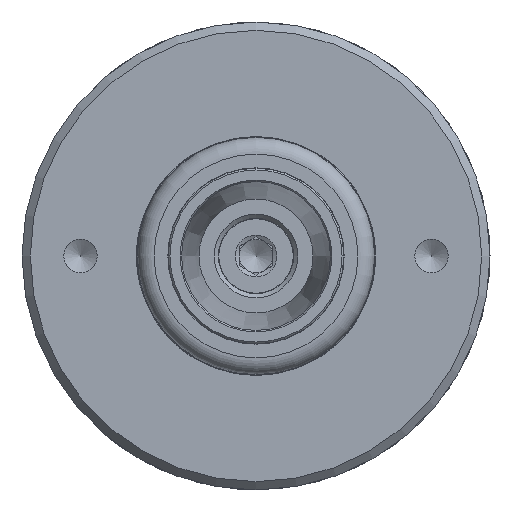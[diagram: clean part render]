
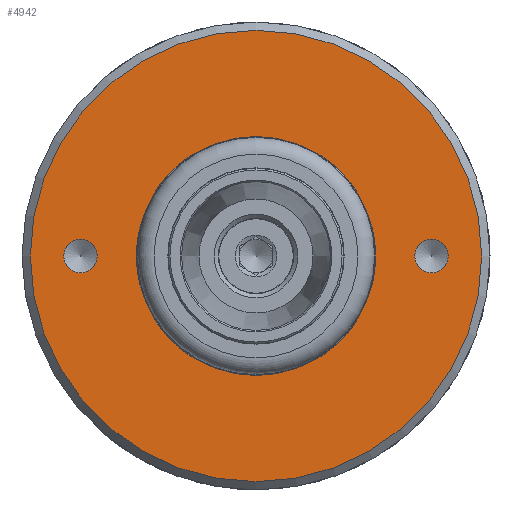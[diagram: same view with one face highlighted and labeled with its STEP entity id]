
A CAD part, left-side view. The second image highlights one B-rep face of the part: STEP entity #4942.
In plain terms, the highlighted planar face has unit normal (-1, 0, 0).
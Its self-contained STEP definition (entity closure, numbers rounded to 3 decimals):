
#103=FACE_BOUND('',#1239,.T.);
#104=FACE_BOUND('',#1240,.T.);
#105=FACE_BOUND('',#1241,.T.);
#231=PLANE('',#5388);
#327=CIRCLE('',#5123,10.75);
#428=CIRCLE('',#5387,27.);
#429=CIRCLE('',#5389,2.);
#430=CIRCLE('',#5390,2.);
#937=FACE_OUTER_BOUND('',#1238,.T.);
#1238=EDGE_LOOP('',(#4221));
#1239=EDGE_LOOP('',(#4222));
#1240=EDGE_LOOP('',(#4223));
#1241=EDGE_LOOP('',(#4224));
#2284=VERTEX_POINT('',#7042);
#2525=VERTEX_POINT('',#9016);
#2526=VERTEX_POINT('',#9020);
#2527=VERTEX_POINT('',#9022);
#2742=EDGE_CURVE('',#2284,#2284,#327,.T.);
#3118=EDGE_CURVE('',#2525,#2525,#428,.T.);
#3119=EDGE_CURVE('',#2526,#2526,#429,.T.);
#3120=EDGE_CURVE('',#2527,#2527,#430,.T.);
#4221=ORIENTED_EDGE('',*,*,#3118,.F.);
#4222=ORIENTED_EDGE('',*,*,#2742,.T.);
#4223=ORIENTED_EDGE('',*,*,#3119,.T.);
#4224=ORIENTED_EDGE('',*,*,#3120,.T.);
#4942=ADVANCED_FACE('',(#937,#103,#104,#105),#231,.T.);
#5123=AXIS2_PLACEMENT_3D('',#7043,#5643,#5644);
#5387=AXIS2_PLACEMENT_3D('',#9018,#6374,#6375);
#5388=AXIS2_PLACEMENT_3D('',#9019,#6376,#6377);
#5389=AXIS2_PLACEMENT_3D('',#9021,#6378,#6379);
#5390=AXIS2_PLACEMENT_3D('',#9023,#6380,#6381);
#5643=DIRECTION('center_axis',(1.,0.,0.));
#5644=DIRECTION('ref_axis',(0.,1.,0.));
#6374=DIRECTION('center_axis',(1.,0.,0.));
#6375=DIRECTION('ref_axis',(0.,1.,0.));
#6376=DIRECTION('center_axis',(-1.,0.,0.));
#6377=DIRECTION('ref_axis',(0.,0.,1.));
#6378=DIRECTION('center_axis',(1.,0.,0.));
#6379=DIRECTION('ref_axis',(0.,0.,1.));
#6380=DIRECTION('center_axis',(1.,0.,0.));
#6381=DIRECTION('ref_axis',(0.,0.,1.));
#7042=CARTESIAN_POINT('',(-101.2,-10.75,0.));
#7043=CARTESIAN_POINT('Origin',(-101.2,0.,0.));
#9016=CARTESIAN_POINT('',(-101.2,-27.,0.));
#9018=CARTESIAN_POINT('Origin',(-101.2,0.,0.));
#9019=CARTESIAN_POINT('Origin',(-101.2,18.75,0.));
#9020=CARTESIAN_POINT('',(-101.2,21.,-2.));
#9021=CARTESIAN_POINT('Origin',(-101.2,21.,0.));
#9022=CARTESIAN_POINT('',(-101.2,-21.,-2.));
#9023=CARTESIAN_POINT('Origin',(-101.2,-21.,0.));
